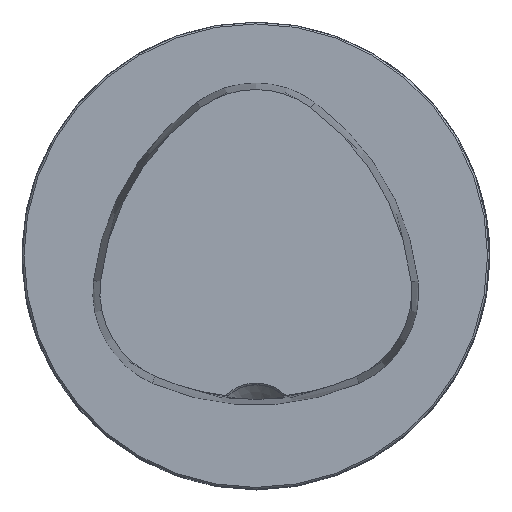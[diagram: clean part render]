
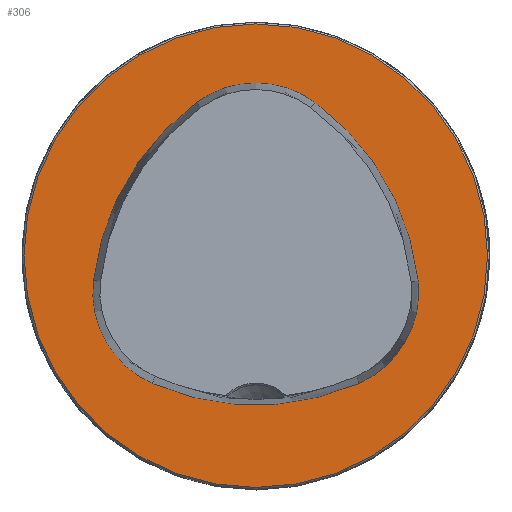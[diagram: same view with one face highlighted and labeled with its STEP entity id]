
A CAD part, top view. The second image highlights one B-rep face of the part: STEP entity #306.
In plain terms, the highlighted planar face has unit normal (0, 0, 1).
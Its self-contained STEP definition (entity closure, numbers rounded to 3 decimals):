
#91=FACE_BOUND('',#615,.T.);
#92=FACE_BOUND('',#616,.T.);
#306=ADVANCED_FACE('CU_FL_N1_SU_1',(#91,#92),#406,.T.);
#406=PLANE('',#2462);
#615=EDGE_LOOP('',(#1030,#1031,#1032,#1033,#1034,#1035));
#616=EDGE_LOOP('',(#1036));
#724=CIRCLE('',#2453,44.075);
#726=CIRCLE('',#2456,44.075);
#727=CIRCLE('',#2457,17.075);
#728=CIRCLE('',#2458,17.075);
#729=CIRCLE('',#2459,44.075);
#730=CIRCLE('',#2460,17.075);
#731=CIRCLE('',#2461,39.7);
#1030=ORIENTED_EDGE('',*,*,#1800,.F.);
#1031=ORIENTED_EDGE('',*,*,#1801,.F.);
#1032=ORIENTED_EDGE('',*,*,#1793,.F.);
#1033=ORIENTED_EDGE('',*,*,#1802,.F.);
#1034=ORIENTED_EDGE('',*,*,#1803,.F.);
#1035=ORIENTED_EDGE('',*,*,#1804,.F.);
#1036=ORIENTED_EDGE('',*,*,#1805,.T.);
#1538=VERTEX_POINT('',#4002);
#1539=VERTEX_POINT('',#4004);
#1545=VERTEX_POINT('',#4036);
#1546=VERTEX_POINT('',#4037);
#1547=VERTEX_POINT('',#4040);
#1548=VERTEX_POINT('',#4042);
#1549=VERTEX_POINT('',#4045);
#1793=EDGE_CURVE('',#1538,#1539,#724,.T.);
#1800=EDGE_CURVE('',#1545,#1546,#726,.T.);
#1801=EDGE_CURVE('',#1539,#1545,#727,.T.);
#1802=EDGE_CURVE('',#1547,#1538,#728,.T.);
#1803=EDGE_CURVE('',#1548,#1547,#729,.T.);
#1804=EDGE_CURVE('',#1546,#1548,#730,.T.);
#1805=EDGE_CURVE('',#1549,#1549,#731,.T.);
#2453=AXIS2_PLACEMENT_3D('',#4003,#2881,#2882);
#2456=AXIS2_PLACEMENT_3D('',#4035,#2888,#2889);
#2457=AXIS2_PLACEMENT_3D('',#4038,#2890,#2891);
#2458=AXIS2_PLACEMENT_3D('',#4039,#2892,#2893);
#2459=AXIS2_PLACEMENT_3D('',#4041,#2894,#2895);
#2460=AXIS2_PLACEMENT_3D('',#4043,#2896,#2897);
#2461=AXIS2_PLACEMENT_3D('',#4044,#2898,#2899);
#2462=AXIS2_PLACEMENT_3D('',#4046,#2900,#2901);
#2881=DIRECTION('',(0.,0.,1.));
#2882=DIRECTION('',(-1.,0.,0.));
#2888=DIRECTION('',(0.,0.,1.));
#2889=DIRECTION('',(-1.,0.,0.));
#2890=DIRECTION('',(0.,0.,1.));
#2891=DIRECTION('',(-1.,0.,0.));
#2892=DIRECTION('',(0.,0.,1.));
#2893=DIRECTION('',(-1.,0.,0.));
#2894=DIRECTION('',(0.,0.,1.));
#2895=DIRECTION('',(-1.,0.,0.));
#2896=DIRECTION('',(0.,0.,1.));
#2897=DIRECTION('',(-1.,0.,0.));
#2898=DIRECTION('',(0.,0.,1.));
#2899=DIRECTION('',(-1.,0.,0.));
#2900=DIRECTION('',(0.,0.,1.));
#2901=DIRECTION('',(-1.,0.,0.));
#4002=CARTESIAN_POINT('',(-17.691,-21.869,0.));
#4003=CARTESIAN_POINT('',(0.,18.5,0.));
#4004=CARTESIAN_POINT('',(17.691,-21.869,0.));
#4035=CARTESIAN_POINT('',(-15.993,-9.254,0.));
#4036=CARTESIAN_POINT('',(27.805,-4.317,0.));
#4037=CARTESIAN_POINT('',(10.114,26.257,0.));
#4038=CARTESIAN_POINT('',(10.837,-6.23,0.));
#4039=CARTESIAN_POINT('',(-10.837,-6.23,0.));
#4040=CARTESIAN_POINT('',(-27.805,-4.317,0.));
#4041=CARTESIAN_POINT('',(15.993,-9.254,0.));
#4042=CARTESIAN_POINT('',(-10.114,26.257,0.));
#4043=CARTESIAN_POINT('',(0.,12.5,0.));
#4044=CARTESIAN_POINT('',(0.,0.,0.));
#4045=CARTESIAN_POINT('',(-39.7,0.,0.));
#4046=CARTESIAN_POINT('',(0.,0.,0.));
